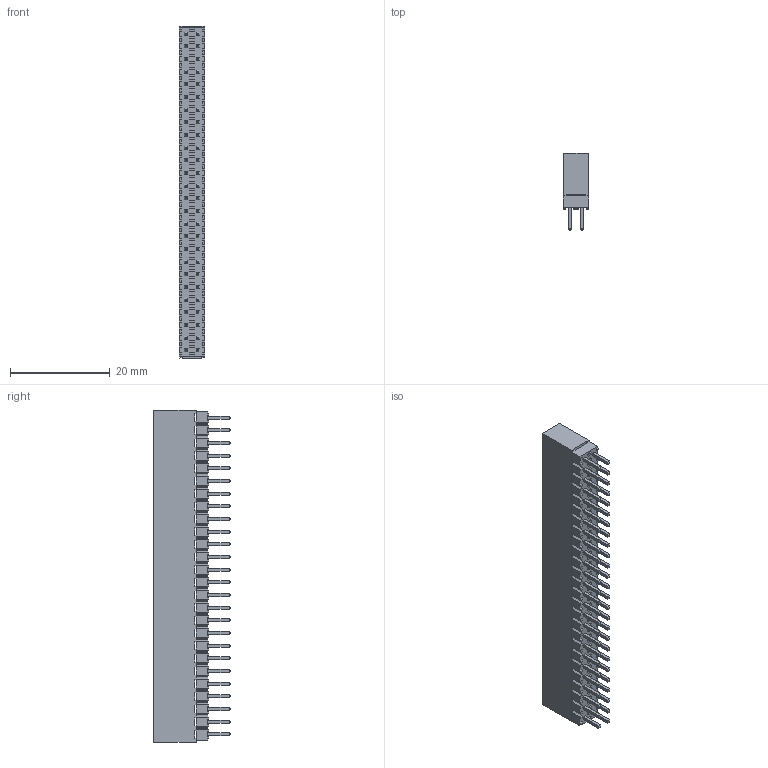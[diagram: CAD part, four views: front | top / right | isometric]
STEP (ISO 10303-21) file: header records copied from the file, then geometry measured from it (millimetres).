
FILE_DESCRIPTION(/* description */ ('Unknown'),/* implementation_level */ '2;1');
FILE_NAME(/* name */ 'LCP_Samtec_1',/* time_stamp */ '2020-10-08T16:42:02+03:00',/* author */ ('Unknown'),/* organization */ ('Unknown'),/* preprocessor_version */ 'ST-DEVELOPER v16.7',/* originating_system */ 'Solid Edge',/* authorisation */ 'Unknown');
FILE_SCHEMA (('AUTOMOTIVE_DESIGN {1 0 10303 214 3 1 1}'));
Products named in the file (1): LCP_Samtec_1
Bounding box: 5.08 x 15.34 x 66.55 mm (x, y, z)
Volume: 3309.8 mm3; surface area: 4753.1 mm2
Topology: 1 solids, 1 shells, 1984 faces, 5328 edges, 3344 vertices
Faces by surface type: plane 1984
Entity records: 74192 total; most frequent: CARTESIAN_POINT 10657, ORIENTED_EDGE 10656, DIRECTION 9298, EDGE_CURVE 5328, LINE 5328, VECTOR 5328, VERTEX_POINT 3344, EDGE_LOOP 2192
